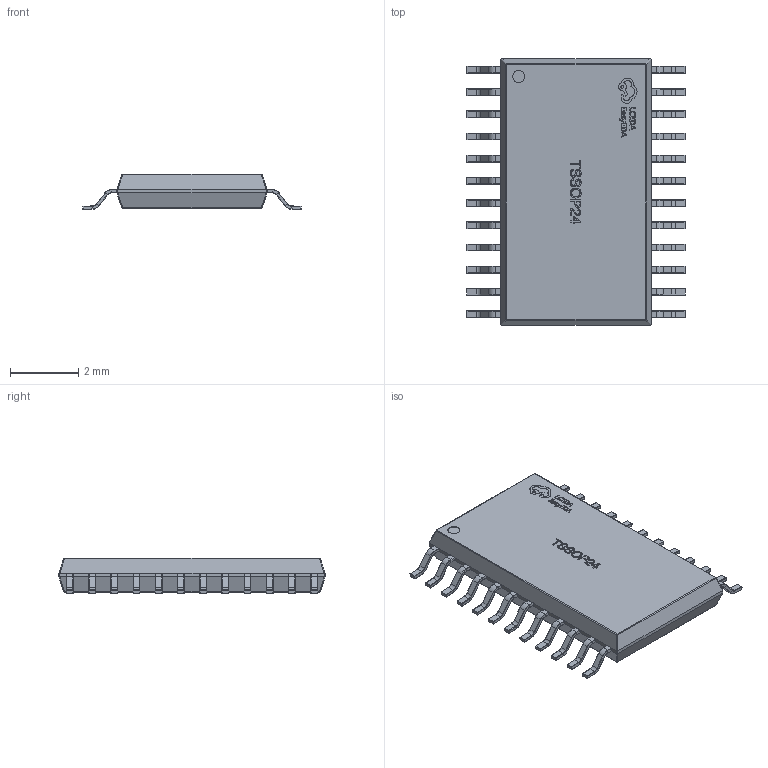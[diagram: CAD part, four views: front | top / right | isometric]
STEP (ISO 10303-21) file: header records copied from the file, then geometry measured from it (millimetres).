
FILE_DESCRIPTION(('FreeCAD Model'),'2;1');
FILE_NAME('Open CASCADE Shape Model','2025-11-09T16:53:32',(''),(''), 'Open CASCADE STEP processor 7.9','FreeCAD','Unknown');
FILE_SCHEMA(('AUTOMOTIVE_DESIGN { 1 0 10303 214 1 1 1 1 }'));
Length unit declared in the file: millimetre
Products named in the file (40): U1~TSSOP-24_L7.8-W4.4-P0.65-LS6.4-BL~TSSOP-24_
L7.8-W4.4-H1.0-LS6.4-P0.65~3A9t; TSSOP-24_L7.8-W4.4-P0.65-LS6.4-BL~TSSOP-24_
L7.8-W4.4-H1.0-LS6.4-P0.65~5FKe038; TSSOP-24_L7.8-W4.4-P0.65-LS6.4-BL~TSSOP-24_
L7.8-W4.4-H1.0-LS6.4-P0.65~5FKe; TSSOP-24_L7.8-W4.4-P0.65-LS6.4-BL~TSSOP-24_
L7.8-W4.4-H1.0-LS6.4-P0.65~5FKe001; TSSOP-24_L7.8-W4.4-P0.65-LS6.4-BL~TSSOP-24_
L7.8-W4.4-H1.0-LS6.4-P0.65~5FKe002; TSSOP-24_L7.8-W4.4-P0.65-LS6.4-BL~TSSOP-24_
L7.8-W4.4-H1.0-LS6.4-P0.65~5FKe003; TSSOP-24_L7.8-W4.4-P0.65-LS6.4-BL~TSSOP-24_
L7.8-W4.4-H1.0-LS6.4-P0.65~5FKe004; TSSOP-24_L7.8-W4.4-P0.65-LS6.4-BL~TSSOP-24_
L7.8-W4.4-H1.0-LS6.4-P0.65~5FKe005; TSSOP-24_L7.8-W4.4-P0.65-LS6.4-BL~TSSOP-24_
L7.8-W4.4-H1.0-LS6.4-P0.65~5FKe006; TSSOP-24_L7.8-W4.4-P0.65-LS6.4-BL~TSSOP-24_
L7.8-W4.4-H1.0-LS6.4-P0.65~5FKe007; TSSOP-24_L7.8-W4.4-P0.65-LS6.4-BL~TSSOP-24_
L7.8-W4.4-H1.0-LS6.4-P0.65~5FKe008; TSSOP-24_L7.8-W4.4-P0.65-LS6.4-BL~TSSOP-24_
L7.8-W4.4-H1.0-LS6.4-P0.65~5FKe009; TSSOP-24_L7.8-W4.4-P0.65-LS6.4-BL~TSSOP-24_
L7.8-W4.4-H1.0-LS6.4-P0.65~5FKe010; TSSOP-24_L7.8-W4.4-P0.65-LS6.4-BL~TSSOP-24_
L7.8-W4.4-H1.0-LS6.4-P0.65~5FKe011; TSSOP-24_L7.8-W4.4-P0.65-LS6.4-BL~TSSOP-24_
L7.8-W4.4-H1.0-LS6.4-P0.65~5FKe012; TSSOP-24_L7.8-W4.4-P0.65-LS6.4-BL~TSSOP-24_
L7.8-W4.4-H1.0-LS6.4-P0.65~5FKe013; TSSOP-24_L7.8-W4.4-P0.65-LS6.4-BL~TSSOP-24_
L7.8-W4.4-H1.0-LS6.4-P0.65~5FKe014; TSSOP-24_L7.8-W4.4-P0.65-LS6.4-BL~TSSOP-24_
L7.8-W4.4-H1.0-LS6.4-P0.65~5FKe015; TSSOP-24_L7.8-W4.4-P0.65-LS6.4-BL~TSSOP-24_
L7.8-W4.4-H1.0-LS6.4-P0.65~5FKe016; TSSOP-24_L7.8-W4.4-P0.65-LS6.4-BL~TSSOP-24_
L7.8-W4.4-H1.0-LS6.4-P0.65~5FKe017; TSSOP-24_L7.8-W4.4-P0.65-LS6.4-BL~TSSOP-24_
L7.8-W4.4-H1.0-LS6.4-P0.65~5FKe018; TSSOP-24_L7.8-W4.4-P0.65-LS6.4-BL~TSSOP-24_
L7.8-W4.4-H1.0-LS6.4-P0.65~5FKe019; TSSOP-24_L7.8-W4.4-P0.65-LS6.4-BL~TSSOP-24_
L7.8-W4.4-H1.0-LS6.4-P0.65~5FKe020; TSSOP-24_L7.8-W4.4-P0.65-LS6.4-BL~TSSOP-24_
L7.8-W4.4-H1.0-LS6.4-P0.65~5FKe021; TSSOP-24_L7.8-W4.4-P0.65-LS6.4-BL~TSSOP-24_
L7.8-W4.4-H1.0-LS6.4-P0.65~5FKe022; TSSOP-24_L7.8-W4.4-P0.65-LS6.4-BL~TSSOP-24_
L7.8-W4.4-H1.0-LS6.4-P0.65~5FKe023; TSSOP-24_L7.8-W4.4-P0.65-LS6.4-BL~TSSOP-24_
L7.8-W4.4-H1.0-LS6.4-P0.65~5FKe024; TSSOP-24_L7.8-W4.4-P0.65-LS6.4-BL~TSSOP-24_
L7.8-W4.4-H1.0-LS6.4-P0.65~5FKe025; TSSOP-24_L7.8-W4.4-P0.65-LS6.4-BL~TSSOP-24_
L7.8-W4.4-H1.0-LS6.4-P0.65~5FKe026; TSSOP-24_L7.8-W4.4-P0.65-LS6.4-BL~TSSOP-24_
L7.8-W4.4-H1.0-LS6.4-P0.65~5FKe027; TSSOP-24_L7.8-W4.4-P0.65-LS6.4-BL~TSSOP-24_
L7.8-W4.4-H1.0-LS6.4-P0.65~5FKe028; TSSOP-24_L7.8-W4.4-P0.65-LS6.4-BL~TSSOP-24_
L7.8-W4.4-H1.0-LS6.4-P0.65~5FKe029; TSSOP-24_L7.8-W4.4-P0.65-LS6.4-BL~TSSOP-24_
L7.8-W4.4-H1.0-LS6.4-P0.65~5FKe030; TSSOP-24_L7.8-W4.4-P0.65-LS6.4-BL~TSSOP-24_
L7.8-W4.4-H1.0-LS6.4-P0.65~5FKe031; TSSOP-24_L7.8-W4.4-P0.65-LS6.4-BL~TSSOP-24_
L7.8-W4.4-H1.0-LS6.4-P0.65~5FKe032; TSSOP-24_L7.8-W4.4-P0.65-LS6.4-BL~TSSOP-24_
L7.8-W4.4-H1.0-LS6.4-P0.65~5FKe033; TSSOP-24_L7.8-W4.4-P0.65-LS6.4-BL~TSSOP-24_
L7.8-W4.4-H1.0-LS6.4-P0.65~5FKe034; TSSOP-24_L7.8-W4.4-P0.65-LS6.4-BL~TSSOP-24_
L7.8-W4.4-H1.0-LS6.4-P0.65~5FKe035; TSSOP-24_L7.8-W4.4-P0.65-LS6.4-BL~TSSOP-24_
L7.8-W4.4-H1.0-LS6.4-P0.65~5FKe036; TSSOP-24_L7.8-W4.4-P0.65-LS6.4-BL~TSSOP-24_
L7.8-W4.4-H1.0-LS6.4-P0.65~5FKe037
Assembly tree (39 placements, depth 3):
  U1~TSSOP-24_L7.8-W4.4-P0.65-LS6.4-BL~TSSOP-24_
L7.8-W4.4-H1.0-LS6.4-P0.65~3A9t
    TSSOP-24_L7.8-W4.4-P0.65-LS6.4-BL~TSSOP-24_
L7.8-W4.4-H1.0-LS6.4-P0.65~5FKe038
      TSSOP-24_L7.8-W4.4-P0.65-LS6.4-BL~TSSOP-24_
L7.8-W4.4-H1.0-LS6.4-P0.65~5FKe
      TSSOP-24_L7.8-W4.4-P0.65-LS6.4-BL~TSSOP-24_
L7.8-W4.4-H1.0-LS6.4-P0.65~5FKe001
      TSSOP-24_L7.8-W4.4-P0.65-LS6.4-BL~TSSOP-24_
L7.8-W4.4-H1.0-LS6.4-P0.65~5FKe002
      TSSOP-24_L7.8-W4.4-P0.65-LS6.4-BL~TSSOP-24_
L7.8-W4.4-H1.0-LS6.4-P0.65~5FKe003
      TSSOP-24_L7.8-W4.4-P0.65-LS6.4-BL~TSSOP-24_
L7.8-W4.4-H1.0-LS6.4-P0.65~5FKe004
      TSSOP-24_L7.8-W4.4-P0.65-LS6.4-BL~TSSOP-24_
L7.8-W4.4-H1.0-LS6.4-P0.65~5FKe005
      TSSOP-24_L7.8-W4.4-P0.65-LS6.4-BL~TSSOP-24_
L7.8-W4.4-H1.0-LS6.4-P0.65~5FKe006
      TSSOP-24_L7.8-W4.4-P0.65-LS6.4-BL~TSSOP-24_
L7.8-W4.4-H1.0-LS6.4-P0.65~5FKe007
      TSSOP-24_L7.8-W4.4-P0.65-LS6.4-BL~TSSOP-24_
L7.8-W4.4-H1.0-LS6.4-P0.65~5FKe008
      TSSOP-24_L7.8-W4.4-P0.65-LS6.4-BL~TSSOP-24_
L7.8-W4.4-H1.0-LS6.4-P0.65~5FKe009
      TSSOP-24_L7.8-W4.4-P0.65-LS6.4-BL~TSSOP-24_
L7.8-W4.4-H1.0-LS6.4-P0.65~5FKe010
      TSSOP-24_L7.8-W4.4-P0.65-LS6.4-BL~TSSOP-24_
L7.8-W4.4-H1.0-LS6.4-P0.65~5FKe011
      TSSOP-24_L7.8-W4.4-P0.65-LS6.4-BL~TSSOP-24_
L7.8-W4.4-H1.0-LS6.4-P0.65~5FKe012
      TSSOP-24_L7.8-W4.4-P0.65-LS6.4-BL~TSSOP-24_
L7.8-W4.4-H1.0-LS6.4-P0.65~5FKe013
      TSSOP-24_L7.8-W4.4-P0.65-LS6.4-BL~TSSOP-24_
L7.8-W4.4-H1.0-LS6.4-P0.65~5FKe014
      TSSOP-24_L7.8-W4.4-P0.65-LS6.4-BL~TSSOP-24_
L7.8-W4.4-H1.0-LS6.4-P0.65~5FKe015
      TSSOP-24_L7.8-W4.4-P0.65-LS6.4-BL~TSSOP-24_
L7.8-W4.4-H1.0-LS6.4-P0.65~5FKe016
      TSSOP-24_L7.8-W4.4-P0.65-LS6.4-BL~TSSOP-24_
L7.8-W4.4-H1.0-LS6.4-P0.65~5FKe017
      TSSOP-24_L7.8-W4.4-P0.65-LS6.4-BL~TSSOP-24_
L7.8-W4.4-H1.0-LS6.4-P0.65~5FKe018
      TSSOP-24_L7.8-W4.4-P0.65-LS6.4-BL~TSSOP-24_
L7.8-W4.4-H1.0-LS6.4-P0.65~5FKe019
      TSSOP-24_L7.8-W4.4-P0.65-LS6.4-BL~TSSOP-24_
L7.8-W4.4-H1.0-LS6.4-P0.65~5FKe020
      TSSOP-24_L7.8-W4.4-P0.65-LS6.4-BL~TSSOP-24_
L7.8-W4.4-H1.0-LS6.4-P0.65~5FKe021
      TSSOP-24_L7.8-W4.4-P0.65-LS6.4-BL~TSSOP-24_
L7.8-W4.4-H1.0-LS6.4-P0.65~5FKe022
      TSSOP-24_L7.8-W4.4-P0.65-LS6.4-BL~TSSOP-24_
L7.8-W4.4-H1.0-LS6.4-P0.65~5FKe023
      TSSOP-24_L7.8-W4.4-P0.65-LS6.4-BL~TSSOP-24_
L7.8-W4.4-H1.0-LS6.4-P0.65~5FKe024
      TSSOP-24_L7.8-W4.4-P0.65-LS6.4-BL~TSSOP-24_
L7.8-W4.4-H1.0-LS6.4-P0.65~5FKe025
      TSSOP-24_L7.8-W4.4-P0.65-LS6.4-BL~TSSOP-24_
L7.8-W4.4-H1.0-LS6.4-P0.65~5FKe026
      TSSOP-24_L7.8-W4.4-P0.65-LS6.4-BL~TSSOP-24_
L7.8-W4.4-H1.0-LS6.4-P0.65~5FKe027
      TSSOP-24_L7.8-W4.4-P0.65-LS6.4-BL~TSSOP-24_
L7.8-W4.4-H1.0-LS6.4-P0.65~5FKe028
      TSSOP-24_L7.8-W4.4-P0.65-LS6.4-BL~TSSOP-24_
L7.8-W4.4-H1.0-LS6.4-P0.65~5FKe029
      TSSOP-24_L7.8-W4.4-P0.65-LS6.4-BL~TSSOP-24_
L7.8-W4.4-H1.0-LS6.4-P0.65~5FKe030
      TSSOP-24_L7.8-W4.4-P0.65-LS6.4-BL~TSSOP-24_
L7.8-W4.4-H1.0-LS6.4-P0.65~5FKe031
      TSSOP-24_L7.8-W4.4-P0.65-LS6.4-BL~TSSOP-24_
L7.8-W4.4-H1.0-LS6.4-P0.65~5FKe032
      TSSOP-24_L7.8-W4.4-P0.65-LS6.4-BL~TSSOP-24_
L7.8-W4.4-H1.0-LS6.4-P0.65~5FKe033
      TSSOP-24_L7.8-W4.4-P0.65-LS6.4-BL~TSSOP-24_
L7.8-W4.4-H1.0-LS6.4-P0.65~5FKe034
      TSSOP-24_L7.8-W4.4-P0.65-LS6.4-BL~TSSOP-24_
L7.8-W4.4-H1.0-LS6.4-P0.65~5FKe035
      TSSOP-24_L7.8-W4.4-P0.65-LS6.4-BL~TSSOP-24_
L7.8-W4.4-H1.0-LS6.4-P0.65~5FKe036
      TSSOP-24_L7.8-W4.4-P0.65-LS6.4-BL~TSSOP-24_
L7.8-W4.4-H1.0-LS6.4-P0.65~5FKe037
Bounding box: 6.41 x 7.8 x 1.05 mm (x, y, z)
Volume: 33.3 mm3; surface area: 104.7 mm2
Topology: 38 solids, 38 shells, 1674 faces, 3732 edges, 2104 vertices
Faces by surface type: plane 680, cylinder 502, torus 192, bspline 172, sphere 128
Entity records: 51261 total; most frequent: CARTESIAN_POINT 12954, DIRECTION 7672, ORIENTED_EDGE 7368, EDGE_CURVE 3684, AXIS2_PLACEMENT_3D 2818, VERTEX_POINT 2104, LINE 2036, VECTOR 2036
